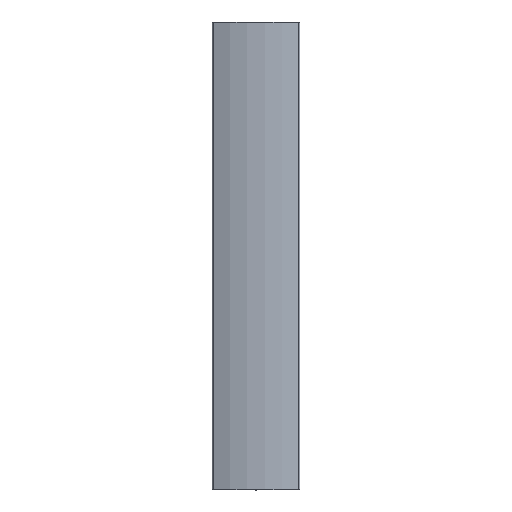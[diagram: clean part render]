
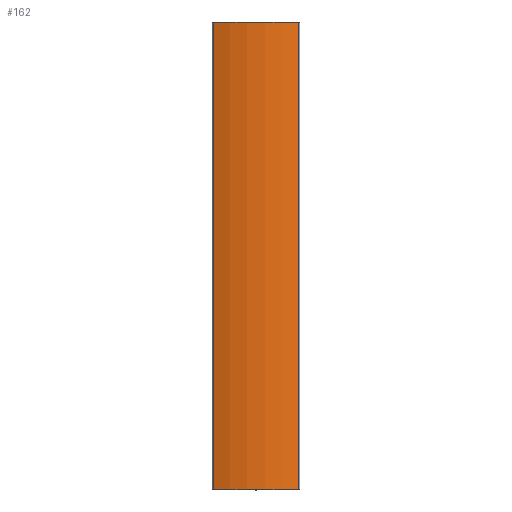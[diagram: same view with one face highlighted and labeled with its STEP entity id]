
A CAD part, top view. The second image highlights one B-rep face of the part: STEP entity #162.
In plain terms, the highlighted cylindrical face has radius 36.641 mm (diameter 73.283 mm), a partial arc.
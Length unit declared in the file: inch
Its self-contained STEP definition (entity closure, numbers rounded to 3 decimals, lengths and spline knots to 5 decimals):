
#97=CARTESIAN_POINT('',(13.62708,9.36069,0.08973));
#98=VERTEX_POINT('',#97);
#106=CARTESIAN_POINT('',(13.62708,3.36069,0.08973));
#107=VERTEX_POINT('',#106);
#108=CARTESIAN_POINT('',(13.62708,6.36069,0.08973));
#109=DIRECTION('',(0.,-1.,0.));
#110=VECTOR('',#109,1.);
#111=LINE('',#108,#110);
#112=EDGE_CURVE('',#98,#107,#111,.T.);
#130=CARTESIAN_POINT('',(12.52706,9.36069,0.09141));
#131=VERTEX_POINT('',#130);
#132=CARTESIAN_POINT('',(13.07504,9.36069,-1.24303));
#133=DIRECTION('',(0.,-1.,0.));
#134=DIRECTION('',(1.,0.,0.));
#135=AXIS2_PLACEMENT_3D('',#132,#133,#134);
#136=CIRCLE('',#135,1.44257);
#137=EDGE_CURVE('',#98,#131,#136,.T.);
#138=ORIENTED_EDGE('',*,*,#137,.T.);
#139=CARTESIAN_POINT('',(12.52706,3.36069,0.09141));
#140=VERTEX_POINT('',#139);
#141=CARTESIAN_POINT('',(12.52706,6.36069,0.09141));
#142=DIRECTION('',(0.,-1.,0.));
#143=VECTOR('',#142,1.);
#144=LINE('',#141,#143);
#145=EDGE_CURVE('',#131,#140,#144,.T.);
#146=ORIENTED_EDGE('',*,*,#145,.T.);
#147=CARTESIAN_POINT('',(13.07504,3.36069,-1.24303));
#148=DIRECTION('',(0.,1.,0.));
#149=DIRECTION('',(1.,0.,0.));
#150=AXIS2_PLACEMENT_3D('',#147,#148,#149);
#151=CIRCLE('',#150,1.44257);
#152=EDGE_CURVE('',#140,#107,#151,.T.);
#153=ORIENTED_EDGE('',*,*,#152,.T.);
#154=ORIENTED_EDGE('',*,*,#112,.F.);
#155=EDGE_LOOP('',(#138,#146,#153,#154));
#156=FACE_OUTER_BOUND('',#155,.T.);
#157=CARTESIAN_POINT('',(13.07504,6.36069,-1.24303));
#158=DIRECTION('',(0.,1.,0.));
#159=DIRECTION('',(1.,0.,0.));
#160=AXIS2_PLACEMENT_3D('',#157,#158,#159);
#161=CYLINDRICAL_SURFACE('',#160,1.44257);
#162=ADVANCED_FACE('',(#156),#161,.T.);
